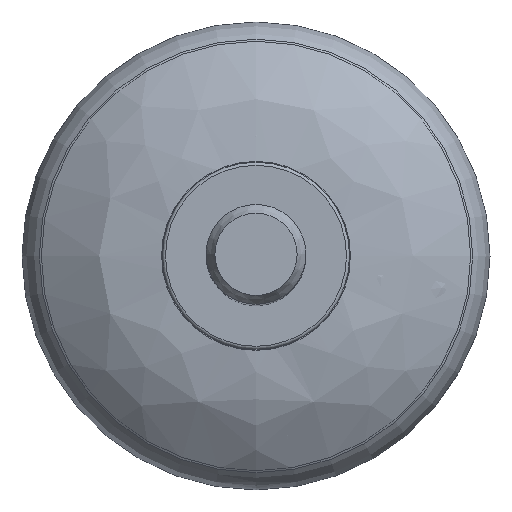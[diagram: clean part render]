
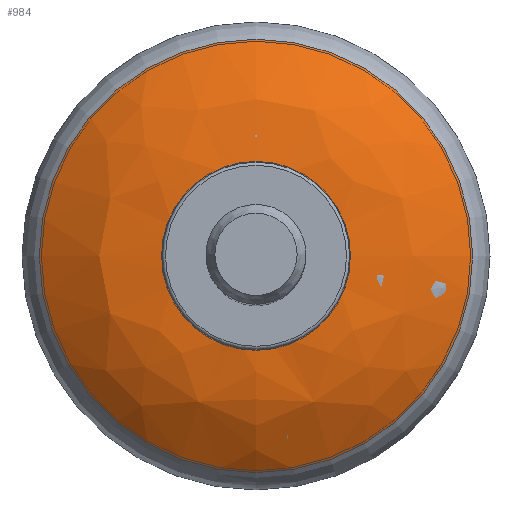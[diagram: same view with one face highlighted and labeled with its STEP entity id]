
A CAD part, top view. The second image highlights one B-rep face of the part: STEP entity #984.
In plain terms, the highlighted free-form (B-spline) face has degree [2, 2] with [3, 9] control points.
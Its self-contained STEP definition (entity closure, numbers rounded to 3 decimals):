
#195=(
BOUNDED_SURFACE()
B_SPLINE_SURFACE(2,2,((#1775,#1776,#1777,#1778,#1779,#1780,#1781,#1782,
#1783),(#1784,#1785,#1786,#1787,#1788,#1789,#1790,#1791,#1792),(#1793,#1794,
#1795,#1796,#1797,#1798,#1799,#1800,#1801)),.UNSPECIFIED.,.F.,.T.,.F.)
B_SPLINE_SURFACE_WITH_KNOTS((3,3),(3,2,2,2,3),(-1.603,-0.859),
(-3.142,-1.571,0.,1.571,3.142),
 .UNSPECIFIED.)
GEOMETRIC_REPRESENTATION_ITEM()
RATIONAL_B_SPLINE_SURFACE(((1.,0.707,1.,0.707,1.,
0.707,1.,0.707,1.),(0.932,0.659,
0.932,0.659,0.932,0.659,
0.932,0.659,0.932),(1.,0.707,
1.,0.707,1.,0.707,1.,0.707,1.)))
REPRESENTATION_ITEM('')
SURFACE()
);
#200=FACE_OUTER_BOUND('',#275,.T.);
#275=EDGE_LOOP('',(#700,#701,#702,#703));
#373=CIRCLE('',#1192,34.719);
#374=CIRCLE('',#1193,30.);
#375=CIRCLE('',#1194,14.159);
#470=VERTEX_POINT('',#1772);
#471=VERTEX_POINT('',#1802);
#558=EDGE_CURVE('',#470,#470,#373,.T.);
#559=EDGE_CURVE('',#470,#471,#374,.T.);
#560=EDGE_CURVE('',#471,#471,#375,.T.);
#700=ORIENTED_EDGE('',*,*,#558,.F.);
#701=ORIENTED_EDGE('',*,*,#559,.T.);
#702=ORIENTED_EDGE('',*,*,#560,.T.);
#703=ORIENTED_EDGE('',*,*,#559,.F.);
#984=ADVANCED_FACE('',(#200),#195,.F.);
#1192=AXIS2_PLACEMENT_3D('',#1774,#1383,#1384);
#1193=AXIS2_PLACEMENT_3D('',#1803,#1385,#1386);
#1194=AXIS2_PLACEMENT_3D('',#1804,#1387,#1388);
#1383=DIRECTION('center_axis',(0.,0.,-1.));
#1384=DIRECTION('ref_axis',(0.,1.,0.));
#1385=DIRECTION('center_axis',(-1.,0.,0.));
#1386=DIRECTION('ref_axis',(0.,-1.,0.));
#1387=DIRECTION('center_axis',(0.,0.,-1.));
#1388=DIRECTION('ref_axis',(0.,1.,0.));
#1772=CARTESIAN_POINT('',(0.,-34.719,-9.277));
#1774=CARTESIAN_POINT('Origin',(0.,0.,-9.277));
#1775=CARTESIAN_POINT('Ctrl Pts',(0.,-14.159,-2.016));
#1776=CARTESIAN_POINT('Ctrl Pts',(-14.159,-14.159,-2.016));
#1777=CARTESIAN_POINT('Ctrl Pts',(-14.159,0.,
-2.016));
#1778=CARTESIAN_POINT('Ctrl Pts',(-14.159,14.159,-2.016));
#1779=CARTESIAN_POINT('Ctrl Pts',(0.,14.159,-2.016));
#1780=CARTESIAN_POINT('Ctrl Pts',(14.159,14.159,-2.016));
#1781=CARTESIAN_POINT('Ctrl Pts',(14.159,0.,
-2.016));
#1782=CARTESIAN_POINT('Ctrl Pts',(14.159,-14.159,-2.016));
#1783=CARTESIAN_POINT('Ctrl Pts',(0.,-14.159,-2.016));
#1784=CARTESIAN_POINT('Ctrl Pts',(0.,-25.855,-1.636));
#1785=CARTESIAN_POINT('Ctrl Pts',(-25.855,-25.855,-1.636));
#1786=CARTESIAN_POINT('Ctrl Pts',(-25.855,0.,
-1.636));
#1787=CARTESIAN_POINT('Ctrl Pts',(-25.855,25.855,-1.636));
#1788=CARTESIAN_POINT('Ctrl Pts',(0.,25.855,-1.636));
#1789=CARTESIAN_POINT('Ctrl Pts',(25.855,25.855,-1.636));
#1790=CARTESIAN_POINT('Ctrl Pts',(25.855,0.,
-1.636));
#1791=CARTESIAN_POINT('Ctrl Pts',(25.855,-25.855,-1.636));
#1792=CARTESIAN_POINT('Ctrl Pts',(0.,-25.855,-1.636));
#1793=CARTESIAN_POINT('Ctrl Pts',(0.,-34.719,-9.277));
#1794=CARTESIAN_POINT('Ctrl Pts',(-34.719,-34.719,-9.277));
#1795=CARTESIAN_POINT('Ctrl Pts',(-34.719,0.,
-9.277));
#1796=CARTESIAN_POINT('Ctrl Pts',(-34.719,34.719,-9.277));
#1797=CARTESIAN_POINT('Ctrl Pts',(0.,34.719,-9.277));
#1798=CARTESIAN_POINT('Ctrl Pts',(34.719,34.719,-9.277));
#1799=CARTESIAN_POINT('Ctrl Pts',(34.719,0.,
-9.277));
#1800=CARTESIAN_POINT('Ctrl Pts',(34.719,-34.719,-9.277));
#1801=CARTESIAN_POINT('Ctrl Pts',(0.,-34.719,-9.277));
#1802=CARTESIAN_POINT('',(0.,-14.159,-2.016));
#1803=CARTESIAN_POINT('Origin',(0.,-15.132,
-32.));
#1804=CARTESIAN_POINT('Origin',(0.,0.,-2.016));
